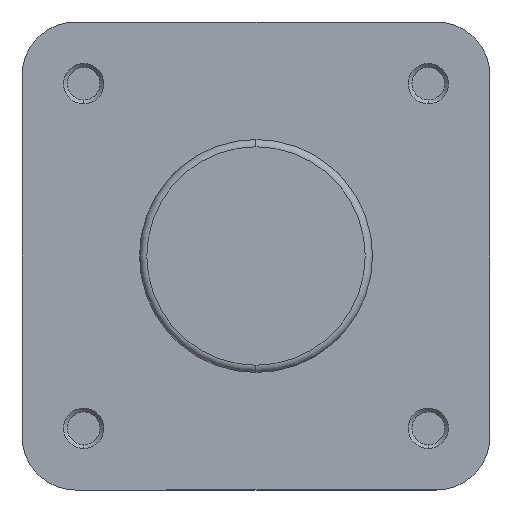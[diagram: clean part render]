
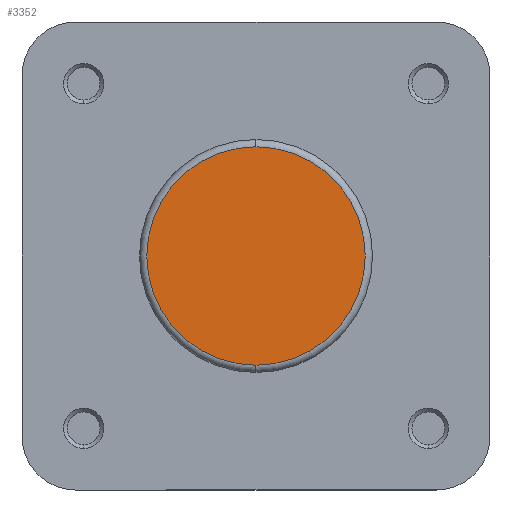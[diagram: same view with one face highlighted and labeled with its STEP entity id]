
A CAD part, left-side view. The second image highlights one B-rep face of the part: STEP entity #3352.
In plain terms, the highlighted planar face has unit normal (-1, 0, 0).
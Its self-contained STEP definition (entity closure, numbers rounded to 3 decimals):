
#48 = CARTESIAN_POINT ( 'NONE',  ( 0., 0., 0. ) ) ;
#56 = DIRECTION ( 'NONE',  ( -1., 0., 0. ) ) ;
#57 = DIRECTION ( 'NONE',  ( 0., 0., -1. ) ) ;
#85 = CARTESIAN_POINT ( 'NONE',  ( 0., 0., 0. ) ) ;
#96 = DIRECTION ( 'NONE',  ( -1., 0., 0. ) ) ;
#97 = DIRECTION ( 'NONE',  ( 0., 0., -1. ) ) ;
#599 = CARTESIAN_POINT ( 'NONE',  ( 0., 23.9, 0. ) ) ;
#600 = PLANE ( 'NONE',  #2475 ) ;
#602 = DIRECTION ( 'NONE',  ( 1., 0., 0. ) ) ;
#603 = DIRECTION ( 'NONE',  ( 0., 0., -1. ) ) ;
#1274 = FACE_OUTER_BOUND ( 'NONE', #5122, .T. ) ;
#2040 = EDGE_CURVE ( 'NONE', #4270, #4305, #5575, .T. ) ;
#2055 = EDGE_CURVE ( 'NONE', #4305, #4270, #5595, .T. ) ;
#2354 = AXIS2_PLACEMENT_3D ( 'NONE', #48, #56, #57 ) ;
#2364 = AXIS2_PLACEMENT_3D ( 'NONE', #85, #96, #97 ) ;
#2475 = AXIS2_PLACEMENT_3D ( 'NONE', #599, #602, #603 ) ;
#3352 = ADVANCED_FACE ( 'NONE', ( #1274 ), #600, .F. ) ;
#4270 = VERTEX_POINT ( 'NONE', #6117 ) ;
#4305 = VERTEX_POINT ( 'NONE', #6151 ) ;
#4853 = ORIENTED_EDGE ( 'NONE', *, *, #2040, .T. ) ;
#4854 = ORIENTED_EDGE ( 'NONE', *, *, #2055, .T. ) ;
#5122 = EDGE_LOOP ( 'NONE', ( #4854, #4853 ) ) ;
#5575 = CIRCLE ( 'NONE', #2354, 22.4 ) ;
#5595 = CIRCLE ( 'NONE', #2364, 22.4 ) ;
#6117 = CARTESIAN_POINT ( 'NONE',  ( 0., 0., 22.4 ) ) ;
#6151 = CARTESIAN_POINT ( 'NONE',  ( 0., 0., -22.4 ) ) ;
